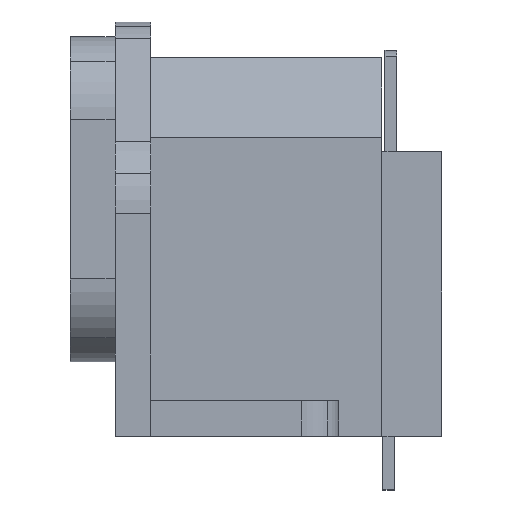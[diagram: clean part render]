
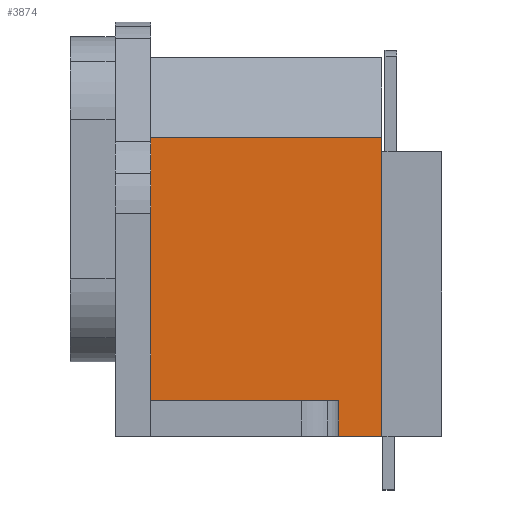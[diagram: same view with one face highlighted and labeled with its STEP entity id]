
A CAD part, left-side view. The second image highlights one B-rep face of the part: STEP entity #3874.
In plain terms, the highlighted planar face has unit normal (-1, 0, 0).
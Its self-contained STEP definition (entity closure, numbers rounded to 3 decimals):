
#3818=CARTESIAN_POINT('',(-13.3,0.45,0.));
#3819=VERTEX_POINT('',#3818);
#3826=CARTESIAN_POINT('',(-13.3,15.95,0.));
#3827=VERTEX_POINT('',#3826);
#3828=CARTESIAN_POINT('',(-13.3,15.95,0.));
#3829=DIRECTION('',(0.0,-1.0,0.0));
#3830=VECTOR('',#3829,15.5);
#3831=LINE('',#3828,#3830);
#3832=EDGE_CURVE('',#3827,#3819,#3831,.T.);
#3844=CARTESIAN_POINT('',(-13.3,15.95,0.));
#3845=DIRECTION('',(-1.0,0.0,0.0));
#3846=DIRECTION('',(0.0,-1.0,0.0));
#3847=AXIS2_PLACEMENT_3D('',#3844,#3845,#3846);
#3848=PLANE('',#3847);
#3849=CARTESIAN_POINT('',(-13.3,0.45,20.059));
#3850=VERTEX_POINT('',#3849);
#3851=CARTESIAN_POINT('',(-13.3,0.45,0.));
#3852=DIRECTION('',(0.0,0.0,1.0));
#3853=VECTOR('',#3852,20.059);
#3854=LINE('',#3851,#3853);
#3855=EDGE_CURVE('',#3819,#3850,#3854,.T.);
#3856=ORIENTED_EDGE('',*,*,#3855,.T.);
#3857=CARTESIAN_POINT('',(-13.3,15.95,20.059));
#3858=VERTEX_POINT('',#3857);
#3859=CARTESIAN_POINT('',(-13.3,15.95,20.059));
#3860=DIRECTION('',(0.0,-1.0,0.0));
#3861=VECTOR('',#3860,15.5);
#3862=LINE('',#3859,#3861);
#3863=EDGE_CURVE('',#3858,#3850,#3862,.T.);
#3864=ORIENTED_EDGE('',*,*,#3863,.F.);
#3865=CARTESIAN_POINT('',(-13.3,15.95,20.059));
#3866=DIRECTION('',(0.0,0.0,-1.0));
#3867=VECTOR('',#3866,20.059);
#3868=LINE('',#3865,#3867);
#3869=EDGE_CURVE('',#3858,#3827,#3868,.T.);
#3870=ORIENTED_EDGE('',*,*,#3869,.T.);
#3871=ORIENTED_EDGE('',*,*,#3832,.T.);
#3872=EDGE_LOOP('',(#3856,#3864,#3870,#3871));
#3873=FACE_OUTER_BOUND('',#3872,.T.);
#3874=ADVANCED_FACE('',(#3873),#3848,.T.);
